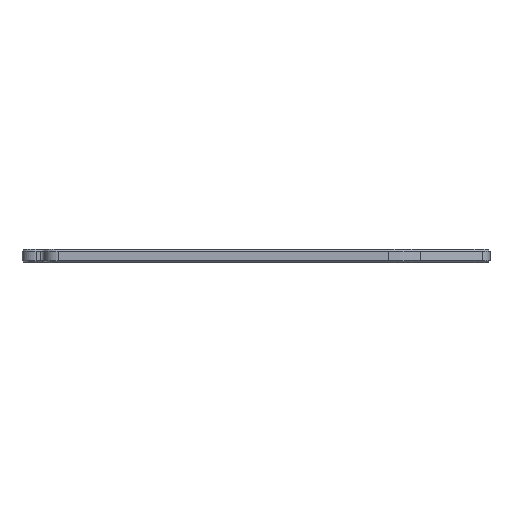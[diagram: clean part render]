
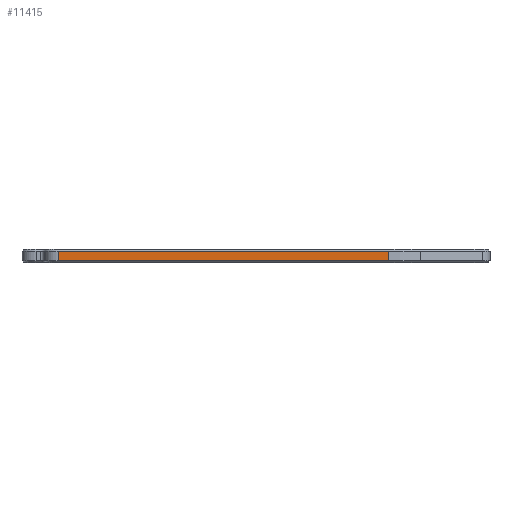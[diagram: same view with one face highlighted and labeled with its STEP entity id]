
A CAD part, left-side view. The second image highlights one B-rep face of the part: STEP entity #11415.
In plain terms, the highlighted planar face has unit normal (-1, 0, 0).
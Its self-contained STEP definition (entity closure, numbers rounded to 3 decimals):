
#3541 = VERTEX_POINT('',#3542);
#3542 = CARTESIAN_POINT('',(116.25,4.938,8.3));
#3591 = VERTEX_POINT('',#3592);
#3592 = CARTESIAN_POINT('',(116.25,75.5,8.3));
#3600 = EDGE_CURVE('',#3591,#3541,#3601,.T.);
#3601 = LINE('',#3602,#3603);
#3602 = CARTESIAN_POINT('',(116.25,75.5,8.3));
#3603 = VECTOR('',#3604,1.);
#3604 = DIRECTION('',(0.,-1.,-0.));
#8664 = VERTEX_POINT('',#8665);
#8665 = CARTESIAN_POINT('',(116.25,4.938,10.3));
#8714 = VERTEX_POINT('',#8715);
#8715 = CARTESIAN_POINT('',(116.25,75.5,10.3));
#8723 = EDGE_CURVE('',#8714,#8664,#8724,.T.);
#8724 = LINE('',#8725,#8726);
#8725 = CARTESIAN_POINT('',(116.25,75.5,10.3));
#8726 = VECTOR('',#8727,1.);
#8727 = DIRECTION('',(0.,-1.,-0.));
#11232 = EDGE_CURVE('',#3541,#8664,#11233,.T.);
#11233 = LINE('',#11234,#11235);
#11234 = CARTESIAN_POINT('',(116.25,4.938,7.9));
#11235 = VECTOR('',#11236,1.);
#11236 = DIRECTION('',(0.,0.,1.));
#11415 = ADVANCED_FACE('',(#11416),#11427,.F.);
#11416 = FACE_BOUND('',#11417,.T.);
#11417 = EDGE_LOOP('',(#11418,#11419,#11420,#11426));
#11418 = ORIENTED_EDGE('',*,*,#11232,.T.);
#11419 = ORIENTED_EDGE('',*,*,#8723,.F.);
#11420 = ORIENTED_EDGE('',*,*,#11421,.F.);
#11421 = EDGE_CURVE('',#3591,#8714,#11422,.T.);
#11422 = LINE('',#11423,#11424);
#11423 = CARTESIAN_POINT('',(116.25,75.5,7.9));
#11424 = VECTOR('',#11425,1.);
#11425 = DIRECTION('',(0.,0.,1.));
#11426 = ORIENTED_EDGE('',*,*,#3600,.T.);
#11427 = PLANE('',#11428);
#11428 = AXIS2_PLACEMENT_3D('',#11429,#11430,#11431);
#11429 = CARTESIAN_POINT('',(116.25,4.938,7.9));
#11430 = DIRECTION('',(1.,0.,0.));
#11431 = DIRECTION('',(0.,-1.,0.));
